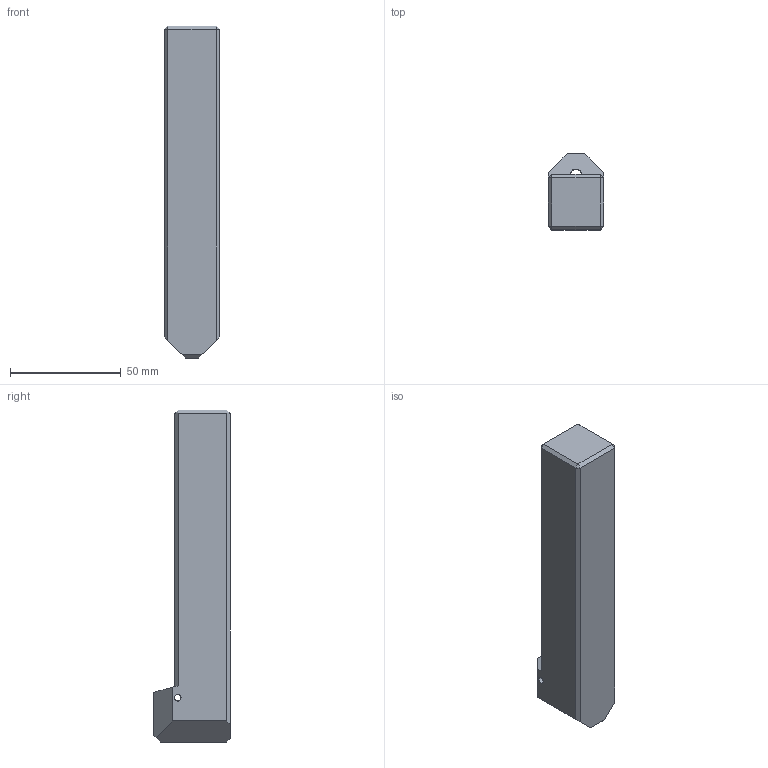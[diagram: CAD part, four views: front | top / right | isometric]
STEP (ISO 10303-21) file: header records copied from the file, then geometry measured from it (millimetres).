
FILE_DESCRIPTION(/* description */ (''),/* implementation_level */ '2;1');
FILE_NAME(/* name */ '1503306822339.stp',/* time_stamp */ '2017-08-21T11:13:48+02:00',/* author */ (''),/* organization */ ('SMS'),/* preprocessor_version */ 'ST-DEVELOPER v15',/* originating_system */ 'SIEMENS PLM Software NX 8.5',/* authorisation */ '');
FILE_SCHEMA (('AUTOMOTIVE_DESIGN { 1 0 10303 214 3 1 1 1 }'));
Length unit declared in the file: millimetre
Products named in the file (1): CXS-2525-05FN_step
Bounding box: 25 x 34.5 x 150 mm (x, y, z)
Volume: 93541.1 mm3; surface area: 16323.5 mm2
Topology: 1 solids, 1 shells, 36 faces, 103 edges, 63 vertices
Faces by surface type: plane 27, cylinder 7, cone 2
Entity records: 1301 total; most frequent: CARTESIAN_POINT 327, ORIENTED_EDGE 202, DIRECTION 185, EDGE_CURVE 101, LINE 79, VECTOR 79, VERTEX_POINT 63, AXIS2_PLACEMENT_3D 53
